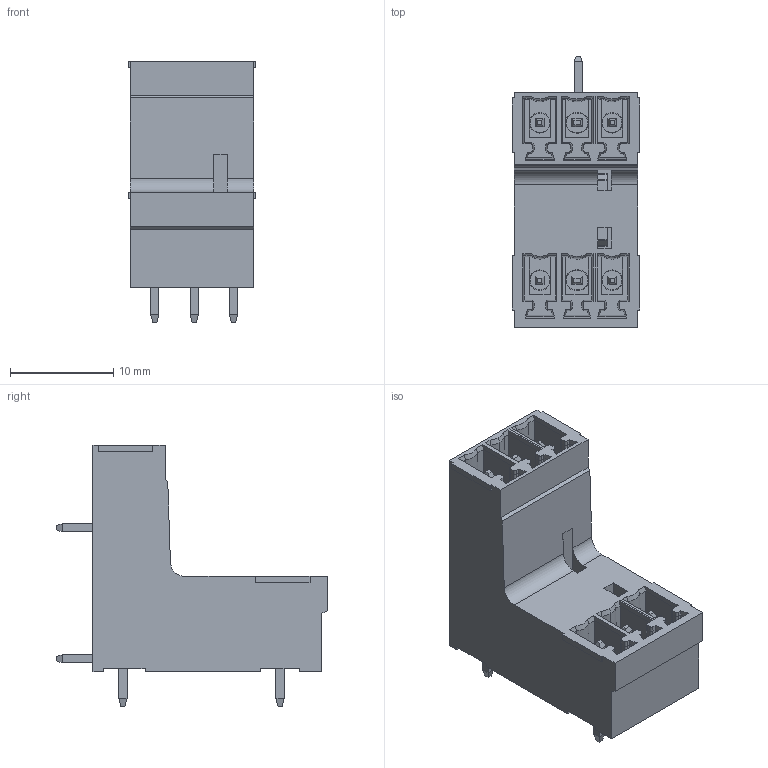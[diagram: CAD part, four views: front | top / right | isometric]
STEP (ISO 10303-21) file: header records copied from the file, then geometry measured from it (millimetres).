
FILE_DESCRIPTION( ('This file contains a STEP AP42 implementation' ,'as created by ZW3D STEP Interface translator.') ,'2;1' );
FILE_NAME( 'WJ15EDGVT-3.5-03P.stp' ,'24 123.1428 2', (''), ('ZWCAD Software Co.'), 'Version 1.0', 'ZW3D to STEP translator', '' );
FILE_SCHEMA(('AUTOMOTIVE_DESIGN { 1 0 10303 214 1 1 1 1 }'));
Length unit declared in the file: millimetre
Products named in the file (2): 0; (9.4.3)wj15edgvt-3.50-03p
Bounding box: 12.4 x 26.2 x 25.35 mm (x, y, z)
Volume: 2580.4 mm3; surface area: 3378 mm2
Topology: 1 solids, 1 shells, 632 faces, 1614 edges, 1010 vertices
Faces by surface type: plane 531, bspline 52, cone 36, cylinder 13
Entity records: 20395 total; most frequent: CARTESIAN_POINT 4581, ORIENTED_EDGE 3228, DIRECTION 2915, EDGE_CURVE 1614, VECTOR 1429, LINE 1429, VERTEX_POINT 1010, AXIS2_PLACEMENT_3D 743
